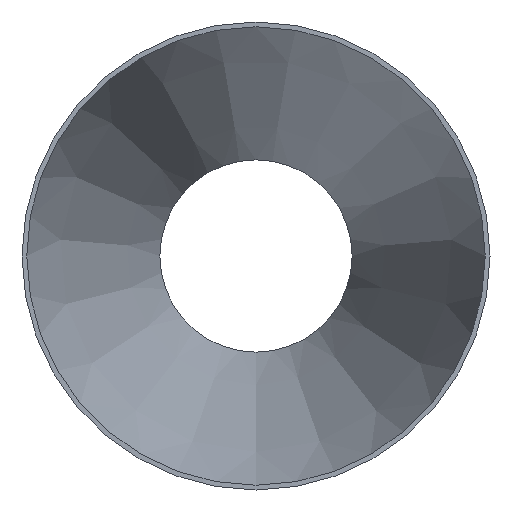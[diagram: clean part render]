
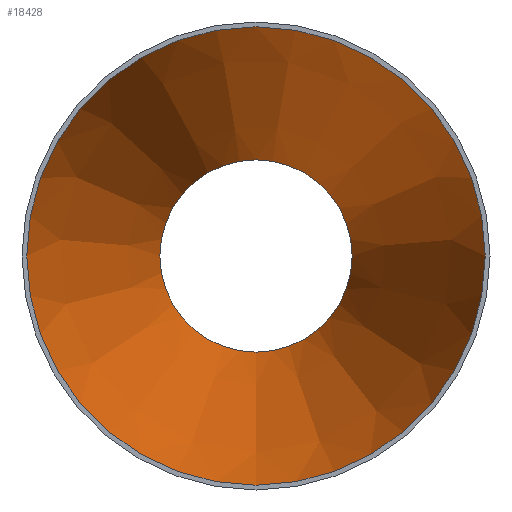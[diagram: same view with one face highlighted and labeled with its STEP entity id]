
A CAD part, front view. The second image highlights one B-rep face of the part: STEP entity #18428.
In plain terms, the highlighted conical face has half-angle 15.873 degrees and reference radius 248.802 mm.
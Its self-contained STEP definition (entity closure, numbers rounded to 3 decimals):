
#443 = ORIENTED_EDGE ( 'NONE', *, *, #30490, .F. ) ;
#1334 = FACE_BOUND ( 'NONE', #29817, .T. ) ;
#2556 = EDGE_LOOP ( 'NONE', ( #12284 ) ) ;
#2669 = AXIS2_PLACEMENT_3D ( 'NONE', #12187, #40685, #4637 ) ;
#4637 = DIRECTION ( 'NONE',  ( 0., 0., -1. ) ) ;
#4821 = VERTEX_POINT ( 'NONE', #33567 ) ;
#6429 = CONICAL_SURFACE ( 'NONE', #2669, 248.802, 0.277 ) ;
#8825 = CARTESIAN_POINT ( 'NONE',  ( 0., 0., -248.802 ) ) ;
#8972 = AXIS2_PLACEMENT_3D ( 'NONE', #28346, #42707, #21742 ) ;
#12187 = CARTESIAN_POINT ( 'NONE',  ( 0., 0., 0. ) ) ;
#12284 = ORIENTED_EDGE ( 'NONE', *, *, #37892, .T. ) ;
#12365 = VERTEX_POINT ( 'NONE', #8825 ) ;
#12693 = AXIS2_PLACEMENT_3D ( 'NONE', #18978, #19897, #33588 ) ;
#18428 = ADVANCED_FACE ( 'NONE', ( #1334, #40924 ), #6429, .F. ) ;
#18978 = CARTESIAN_POINT ( 'NONE',  ( 0., 508., 0. ) ) ;
#19897 = DIRECTION ( 'NONE',  ( 0., -1., 0. ) ) ;
#21742 = DIRECTION ( 'NONE',  ( 0., 0., -1. ) ) ;
#25513 = CIRCLE ( 'NONE', #8972, 248.802 ) ;
#28346 = CARTESIAN_POINT ( 'NONE',  ( 0., 0., 0. ) ) ;
#29817 = EDGE_LOOP ( 'NONE', ( #443 ) ) ;
#30490 = EDGE_CURVE ( 'NONE', #4821, #4821, #31511, .T. ) ;
#31511 = CIRCLE ( 'NONE', #12693, 104.352 ) ;
#33567 = CARTESIAN_POINT ( 'NONE',  ( 0., 508., -104.352 ) ) ;
#33588 = DIRECTION ( 'NONE',  ( 0., 0., -1. ) ) ;
#37892 = EDGE_CURVE ( 'NONE', #12365, #12365, #25513, .T. ) ;
#40685 = DIRECTION ( 'NONE',  ( 0., -1., 0. ) ) ;
#40924 = FACE_OUTER_BOUND ( 'NONE', #2556, .T. ) ;
#42707 = DIRECTION ( 'NONE',  ( 0., -1., 0. ) ) ;
